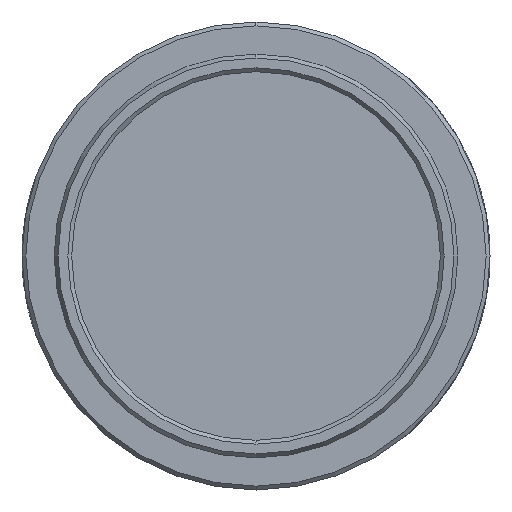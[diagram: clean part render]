
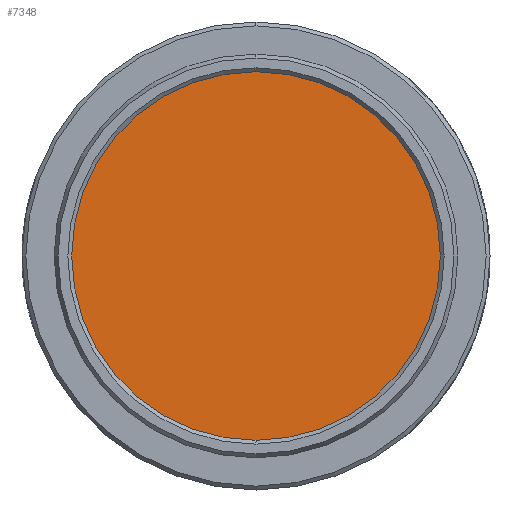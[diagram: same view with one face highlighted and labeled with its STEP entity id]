
A CAD part, left-side view. The second image highlights one B-rep face of the part: STEP entity #7348.
In plain terms, the highlighted planar face has unit normal (-1, 0, 0).
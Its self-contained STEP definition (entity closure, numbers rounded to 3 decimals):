
#87 = DIRECTION ( 'NONE',  ( 1., 0., 0. ) ) ;
#252 = CARTESIAN_POINT ( 'NONE',  ( -7.62, -9.538, -8.385 ) ) ;
#755 = CARTESIAN_POINT ( 'NONE',  ( -7.62, 0., 0. ) ) ;
#994 = AXIS2_PLACEMENT_3D ( 'NONE', #7143, #87, #7100 ) ;
#1516 = ORIENTED_EDGE ( 'NONE', *, *, #4263, .F. ) ;
#1684 = CIRCLE ( 'NONE', #994, 12.7 ) ;
#2150 = FACE_OUTER_BOUND ( 'NONE', #6220, .T. ) ;
#3170 = DIRECTION ( 'NONE',  ( 1., 0., 0. ) ) ;
#4263 = EDGE_CURVE ( 'NONE', #6955, #4981, #1684, .T. ) ;
#4981 = VERTEX_POINT ( 'NONE', #252 ) ;
#5306 = PLANE ( 'NONE',  #8028 ) ;
#5438 = DIRECTION ( 'NONE',  ( 1., 0., 0. ) ) ;
#5525 = DIRECTION ( 'NONE',  ( 0., -0.751, -0.66 ) ) ;
#6076 = EDGE_CURVE ( 'NONE', #4981, #6955, #7200, .T. ) ;
#6220 = EDGE_LOOP ( 'NONE', ( #6720, #1516 ) ) ;
#6324 = CARTESIAN_POINT ( 'NONE',  ( -7.62, 0., 0. ) ) ;
#6720 = ORIENTED_EDGE ( 'NONE', *, *, #6076, .F. ) ;
#6955 = VERTEX_POINT ( 'NONE', #9479 ) ;
#7100 = DIRECTION ( 'NONE',  ( 0., -0.751, -0.66 ) ) ;
#7143 = CARTESIAN_POINT ( 'NONE',  ( -7.62, 0., 0. ) ) ;
#7200 = CIRCLE ( 'NONE', #8813, 12.7 ) ;
#7348 = ADVANCED_FACE ( 'NONE', ( #2150 ), #5306, .F. ) ;
#8028 = AXIS2_PLACEMENT_3D ( 'NONE', #6324, #3170, #5525 ) ;
#8813 = AXIS2_PLACEMENT_3D ( 'NONE', #755, #5438, #9338 ) ;
#9338 = DIRECTION ( 'NONE',  ( 0., -0.751, -0.66 ) ) ;
#9479 = CARTESIAN_POINT ( 'NONE',  ( -7.62, 9.538, 8.385 ) ) ;
